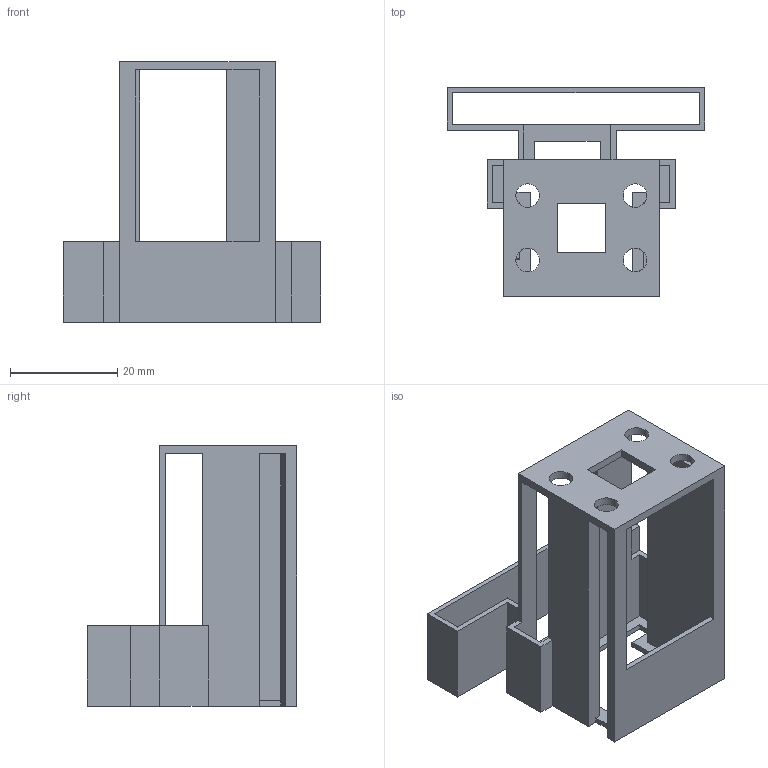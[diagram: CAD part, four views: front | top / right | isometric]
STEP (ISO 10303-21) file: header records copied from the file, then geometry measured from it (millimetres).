
FILE_DESCRIPTION (( 'STEP AP214' ), '1' );
FILE_NAME ('¶æ»úÏÞÎ».STEP', '2025-07-18T08:52:43', ( '' ), ( '' ), 'SwSTEP 2.0', 'SolidWorks 2024', '' );
FILE_SCHEMA (( 'AUTOMOTIVE_DESIGN' ));
Length unit declared in the file: millimetre
Products named in the file (1): 舵机限位
Bounding box: 48 x 39 x 48.5 mm (x, y, z)
Volume: 8352.3 mm3; surface area: 11880 mm2
Topology: 1 solids, 1 shells, 71 faces, 234 edges, 153 vertices
Faces by surface type: plane 63, cylinder 8
Entity records: 2587 total; most frequent: ORIENTED_EDGE 468, CARTESIAN_POINT 459, DIRECTION 402, EDGE_CURVE 234, VECTOR 210, LINE 210, VERTEX_POINT 153, AXIS2_PLACEMENT_3D 96
